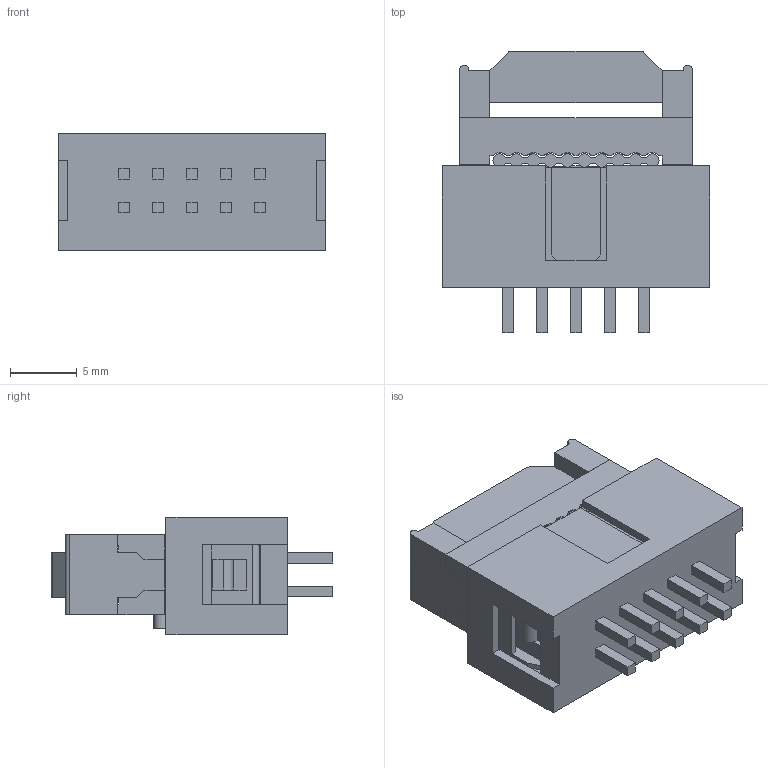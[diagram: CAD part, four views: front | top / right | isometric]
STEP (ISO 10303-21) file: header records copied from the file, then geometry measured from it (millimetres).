
FILE_DESCRIPTION (( 'STEP AP214' ), '1' );
FILE_NAME ('Connector mf.STEP', '2025-01-25T20:48:43', ( '' ), ( '' ), 'SwSTEP 2.0', 'SolidWorks 2022', '' );
FILE_SCHEMA (( 'AUTOMOTIVE_DESIGN' ));
Length unit declared in the file: millimetre
Products named in the file (3): Connector mf; 5x2 Connector; 10 pin female idc.step
Assembly tree (2 placements, depth 2):
  Connector mf
    10 pin female idc.step
    5x2 Connector
Bounding box: 20 x 21.1 x 8.8 mm (x, y, z)
Volume: 1880 mm3; surface area: 3762 mm2
Topology: 5 solids, 5 shells, 591 faces, 1625 edges, 1046 vertices
Faces by surface type: plane 486, cylinder 93, sphere 4, torus 4, bspline 4
Entity records: 18913 total; most frequent: CARTESIAN_POINT 3427, ORIENTED_EDGE 3234, DIRECTION 2977, EDGE_CURVE 1617, LINE 1417, VECTOR 1417, VERTEX_POINT 1046, AXIS2_PLACEMENT_3D 780
